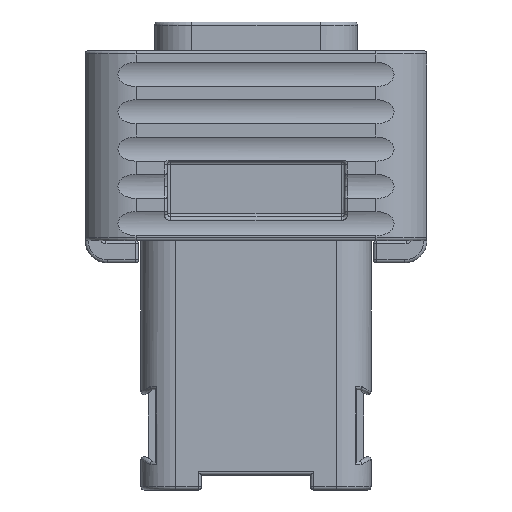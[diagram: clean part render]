
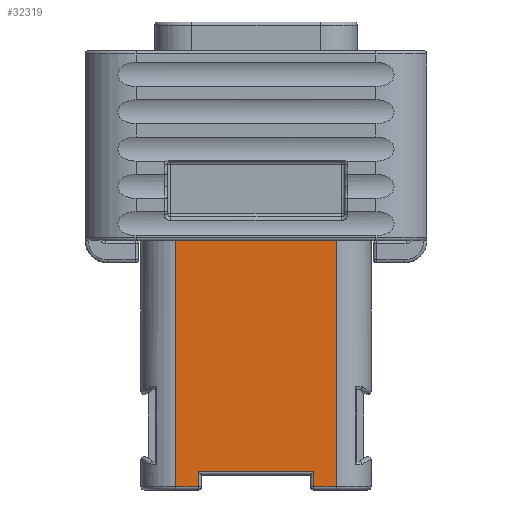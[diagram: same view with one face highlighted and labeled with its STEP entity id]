
A CAD part, front view. The second image highlights one B-rep face of the part: STEP entity #32319.
In plain terms, the highlighted planar face has unit normal (0, -1, 0).
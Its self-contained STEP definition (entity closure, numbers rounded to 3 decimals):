
#100=DIRECTION('',(1.,0.,0.));
#101=VECTOR('',#100,12.9);
#102=CARTESIAN_POINT('',(-6.45,-9.25,0.));
#103=LINE('',#102,#101);
#5847=DIRECTION('',(0.,0.,1.));
#5848=VECTOR('',#5847,1.2);
#5849=CARTESIAN_POINT('',(-4.647,-9.25,-19.81));
#5850=LINE('',#5849,#5848);
#5861=DIRECTION('',(-1.,0.,0.));
#5862=VECTOR('',#5861,9.294);
#5863=CARTESIAN_POINT('',(4.647,-9.25,-18.61));
#5864=LINE('',#5863,#5862);
#5865=DIRECTION('',(-1.,0.,0.));
#5866=VECTOR('',#5865,1.803);
#5867=CARTESIAN_POINT('',(-4.647,-9.25,-19.81));
#5868=LINE('',#5867,#5866);
#5869=DIRECTION('',(0.,0.,-1.));
#5870=VECTOR('',#5869,19.81);
#5871=CARTESIAN_POINT('',(-6.45,-9.25,0.));
#5872=LINE('',#5871,#5870);
#5873=DIRECTION('',(0.,0.,-1.));
#5874=VECTOR('',#5873,19.81);
#5875=CARTESIAN_POINT('',(6.45,-9.25,0.));
#5876=LINE('',#5875,#5874);
#5877=DIRECTION('',(-1.,0.,0.));
#5878=VECTOR('',#5877,1.803);
#5879=CARTESIAN_POINT('',(6.45,-9.25,-19.81));
#5880=LINE('',#5879,#5878);
#5914=DIRECTION('',(0.,0.,-1.));
#5915=VECTOR('',#5914,1.2);
#5916=CARTESIAN_POINT('',(4.647,-9.25,-18.61));
#5917=LINE('',#5916,#5915);
#20051=CARTESIAN_POINT('',(-6.45,-9.25,0.));
#20052=CARTESIAN_POINT('',(6.45,-9.25,0.));
#20053=VERTEX_POINT('',#20051);
#20054=VERTEX_POINT('',#20052);
#21738=CARTESIAN_POINT('',(-4.647,-9.25,-19.81));
#21740=VERTEX_POINT('',#21738);
#21745=CARTESIAN_POINT('',(-6.45,-9.25,-19.81));
#21746=VERTEX_POINT('',#21745);
#21769=CARTESIAN_POINT('',(6.45,-9.25,-19.81));
#21770=VERTEX_POINT('',#21769);
#21773=CARTESIAN_POINT('',(4.647,-9.25,-19.81));
#21774=VERTEX_POINT('',#21773);
#21960=CARTESIAN_POINT('',(4.647,-9.25,-18.61));
#21961=CARTESIAN_POINT('',(-4.647,-9.25,-18.61));
#21962=VERTEX_POINT('',#21960);
#21963=VERTEX_POINT('',#21961);
#32298=CARTESIAN_POINT('',(-9.25,-9.25,-20.06));
#32299=DIRECTION('',(0.,-1.,0.));
#32300=DIRECTION('',(1.,0.,0.));
#32301=AXIS2_PLACEMENT_3D('',#32298,#32299,#32300);
#32302=PLANE('',#32301);
#32304=ORIENTED_EDGE('',*,*,#32303,.T.);
#32305=ORIENTED_EDGE('',*,*,#32287,.F.);
#32307=ORIENTED_EDGE('',*,*,#32306,.T.);
#32309=ORIENTED_EDGE('',*,*,#32308,.F.);
#32310=ORIENTED_EDGE('',*,*,#24214,.T.);
#32312=ORIENTED_EDGE('',*,*,#32311,.T.);
#32314=ORIENTED_EDGE('',*,*,#32313,.T.);
#32316=ORIENTED_EDGE('',*,*,#32315,.F.);
#32317=EDGE_LOOP('',(#32304,#32305,#32307,#32309,#32310,#32312,#32314,#32316));
#32318=FACE_OUTER_BOUND('',#32317,.F.);
#32319=ADVANCED_FACE('',(#32318),#32302,.T.);
#24214=EDGE_CURVE('',#20053,#20054,#103,.T.);
#32287=EDGE_CURVE('',#21740,#21963,#5850,.T.);
#32303=EDGE_CURVE('',#21962,#21963,#5864,.T.);
#32306=EDGE_CURVE('',#21740,#21746,#5868,.T.);
#32308=EDGE_CURVE('',#20053,#21746,#5872,.T.);
#32311=EDGE_CURVE('',#20054,#21770,#5876,.T.);
#32313=EDGE_CURVE('',#21770,#21774,#5880,.T.);
#32315=EDGE_CURVE('',#21962,#21774,#5917,.T.);
